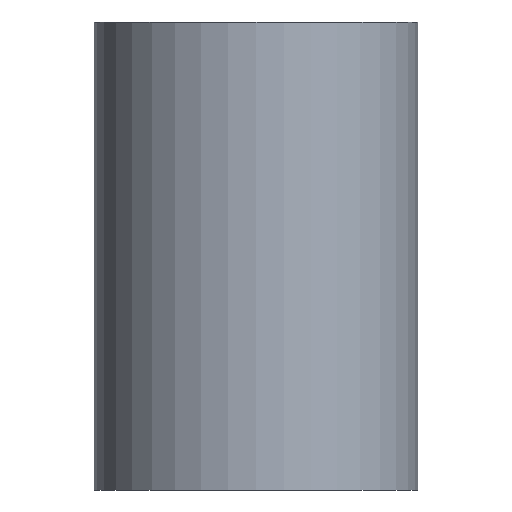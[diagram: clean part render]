
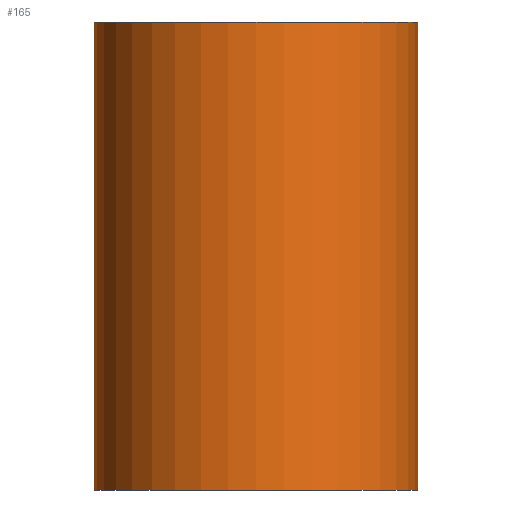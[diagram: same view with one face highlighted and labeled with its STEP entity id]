
A CAD part, front view. The second image highlights one B-rep face of the part: STEP entity #165.
In plain terms, the highlighted cylindrical face has radius 25.9 mm (diameter 51.8 mm), a partial arc.
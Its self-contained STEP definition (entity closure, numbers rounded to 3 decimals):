
#21 = CYLINDRICAL_SURFACE ( 'NONE', #140, 25.9 ) ;
#30 = CIRCLE ( 'NONE', #186, 25.9 ) ;
#32 = VECTOR ( 'NONE', #215, 1000. ) ;
#35 = CIRCLE ( 'NONE', #135, 25.9 ) ;
#41 = ORIENTED_EDGE ( 'NONE', *, *, #172, .T. ) ;
#44 = EDGE_LOOP ( 'NONE', ( #118, #62, #41, #58 ) ) ;
#58 = ORIENTED_EDGE ( 'NONE', *, *, #169, .T. ) ;
#62 = ORIENTED_EDGE ( 'NONE', *, *, #183, .F. ) ;
#74 = LINE ( 'NONE', #216, #89 ) ;
#89 = VECTOR ( 'NONE', #316, 1000. ) ;
#93 = FACE_OUTER_BOUND ( 'NONE', #44, .T. ) ;
#112 = LINE ( 'NONE', #241, #32 ) ;
#118 = ORIENTED_EDGE ( 'NONE', *, *, #174, .F. ) ;
#135 = AXIS2_PLACEMENT_3D ( 'NONE', #284, #262, #237 ) ;
#140 = AXIS2_PLACEMENT_3D ( 'NONE', #307, #403, #401 ) ;
#165 = ADVANCED_FACE ( 'NONE', ( #93 ), #21, .T. ) ;
#169 = EDGE_CURVE ( 'NONE', #434, #195, #30, .T. ) ;
#172 = EDGE_CURVE ( 'NONE', #325, #434, #74, .T. ) ;
#174 = EDGE_CURVE ( 'NONE', #194, #195, #112, .T. ) ;
#183 = EDGE_CURVE ( 'NONE', #325, #194, #35, .T. ) ;
#186 = AXIS2_PLACEMENT_3D ( 'NONE', #259, #431, #424 ) ;
#194 = VERTEX_POINT ( 'NONE', #295 ) ;
#195 = VERTEX_POINT ( 'NONE', #346 ) ;
#215 = DIRECTION ( 'NONE',  ( 0., 0., -1. ) ) ;
#216 = CARTESIAN_POINT ( 'NONE',  ( -25.9, 0., 75. ) ) ;
#226 = CARTESIAN_POINT ( 'NONE',  ( -25.9, 0., 75. ) ) ;
#237 = DIRECTION ( 'NONE',  ( 1., 0., 0. ) ) ;
#241 = CARTESIAN_POINT ( 'NONE',  ( 25.9, 0., 75. ) ) ;
#259 = CARTESIAN_POINT ( 'NONE',  ( 0., 0., 0. ) ) ;
#262 = DIRECTION ( 'NONE',  ( 0., 0., 1. ) ) ;
#281 = CARTESIAN_POINT ( 'NONE',  ( -25.9, 0., 0. ) ) ;
#284 = CARTESIAN_POINT ( 'NONE',  ( 0., 0., 75. ) ) ;
#295 = CARTESIAN_POINT ( 'NONE',  ( 25.9, 0., 75. ) ) ;
#307 = CARTESIAN_POINT ( 'NONE',  ( 0., 0., 75. ) ) ;
#316 = DIRECTION ( 'NONE',  ( 0., 0., -1. ) ) ;
#325 = VERTEX_POINT ( 'NONE', #226 ) ;
#346 = CARTESIAN_POINT ( 'NONE',  ( 25.9, 0., 0. ) ) ;
#401 = DIRECTION ( 'NONE',  ( -1., 0., 0. ) ) ;
#403 = DIRECTION ( 'NONE',  ( 0., 0., -1. ) ) ;
#424 = DIRECTION ( 'NONE',  ( 1., 0., 0. ) ) ;
#431 = DIRECTION ( 'NONE',  ( 0., 0., 1. ) ) ;
#434 = VERTEX_POINT ( 'NONE', #281 ) ;
